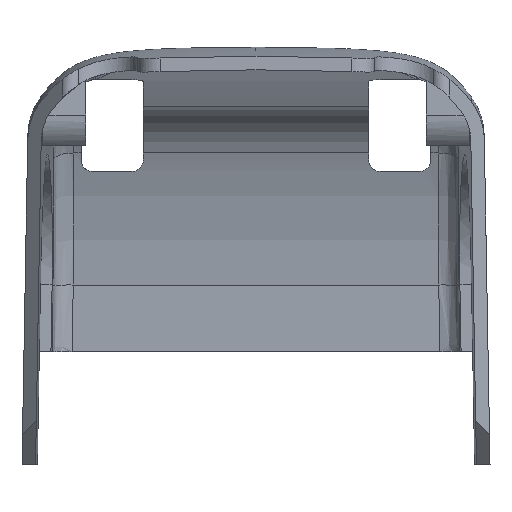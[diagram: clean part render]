
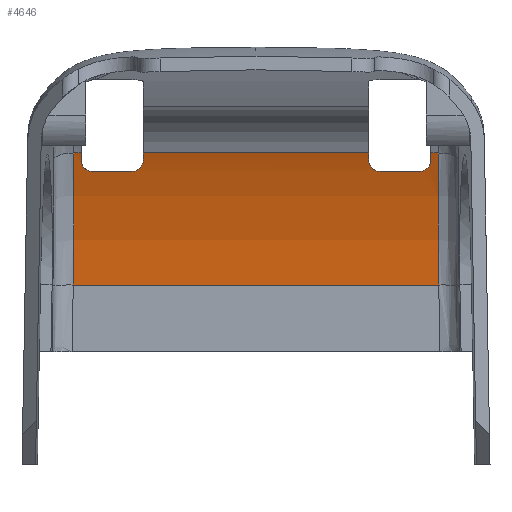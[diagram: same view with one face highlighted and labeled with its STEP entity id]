
A CAD part, front view. The second image highlights one B-rep face of the part: STEP entity #4646.
In plain terms, the highlighted cylindrical face has radius 38.352 mm (diameter 76.705 mm), a partial arc.
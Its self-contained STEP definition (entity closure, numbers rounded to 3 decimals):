
#608=CARTESIAN_POINT('',(15.5,11.934,11.));
#609=CARTESIAN_POINT('',(15.5,11.967,10.911));
#610=CARTESIAN_POINT('',(15.477,12.033,10.734));
#611=CARTESIAN_POINT('',(15.37,12.124,10.483));
#612=CARTESIAN_POINT('',(15.208,12.197,10.278));
#613=CARTESIAN_POINT('',(14.999,12.252,10.12));
#614=CARTESIAN_POINT('',(14.753,12.286,10.021));
#615=CARTESIAN_POINT('',(14.584,12.293,10.));
#616=CARTESIAN_POINT('',(14.5,12.293,10.));
#649=CARTESIAN_POINT('',(10.,-23.975,-2.47));
#650=DIRECTION('',(-1.,0.,0.));
#651=DIRECTION('',(0.,0.93,0.368));
#652=AXIS2_PLACEMENT_3D('',#649,#650,#651);
#657=DIRECTION('',(1.,0.,0.));
#658=VECTOR('',#657,3.5);
#659=CARTESIAN_POINT('',(11.,12.293,10.));
#660=LINE('',#659,#658);
#664=CARTESIAN_POINT('',(15.5,-23.975,-2.47));
#665=DIRECTION('',(-1.,0.,0.));
#666=DIRECTION('',(0.,0.93,0.368));
#667=AXIS2_PLACEMENT_3D('',#664,#665,#666);
#672=DIRECTION('',(1.,0.,0.));
#673=VECTOR('',#672,0.678);
#674=CARTESIAN_POINT('',(15.5,11.69,11.633));
#675=LINE('',#674,#673);
#679=CARTESIAN_POINT('',(16.178,11.69,11.633));
#680=CARTESIAN_POINT('',(16.169,12.182,10.388));
#681=CARTESIAN_POINT('',(16.159,13.036,7.847));
#682=CARTESIAN_POINT('',(16.17,13.912,3.923));
#683=CARTESIAN_POINT('',(16.194,14.219,1.261));
#684=CARTESIAN_POINT('',(16.211,14.302,-0.075));
#689=CARTESIAN_POINT('',(-16.211,14.302,
-0.075));
#690=CARTESIAN_POINT('',(-16.194,14.219,1.261));
#691=CARTESIAN_POINT('',(-16.17,13.912,3.923));
#692=CARTESIAN_POINT('',(-16.159,13.036,7.847));
#693=CARTESIAN_POINT('',(-16.169,12.182,10.388));
#694=CARTESIAN_POINT('',(-16.178,11.69,11.633));
#699=DIRECTION('',(1.,0.,0.));
#700=VECTOR('',#699,0.678);
#701=CARTESIAN_POINT('',(-16.178,11.69,11.633));
#702=LINE('',#701,#700);
#706=CARTESIAN_POINT('',(-15.5,-23.975,-2.47));
#707=DIRECTION('',(-1.,0.,0.));
#708=DIRECTION('',(0.,0.93,0.368));
#709=AXIS2_PLACEMENT_3D('',#706,#707,#708);
#714=DIRECTION('',(1.,0.,0.));
#715=VECTOR('',#714,3.5);
#716=CARTESIAN_POINT('',(-14.5,12.293,10.));
#717=LINE('',#716,#715);
#721=CARTESIAN_POINT('',(-10.,-23.975,-2.47));
#722=DIRECTION('',(-1.,0.,0.));
#723=DIRECTION('',(0.,0.93,0.368));
#724=AXIS2_PLACEMENT_3D('',#721,#722,#723);
#729=DIRECTION('',(1.,0.,0.));
#730=VECTOR('',#729,20.);
#731=CARTESIAN_POINT('',(-10.,11.69,11.633));
#732=LINE('',#731,#730);
#750=CARTESIAN_POINT('',(11.,12.293,10.));
#751=CARTESIAN_POINT('',(10.916,12.293,10.));
#752=CARTESIAN_POINT('',(10.747,12.286,10.021));
#753=CARTESIAN_POINT('',(10.501,12.252,10.12));
#754=CARTESIAN_POINT('',(10.292,12.197,10.278));
#755=CARTESIAN_POINT('',(10.13,12.124,10.483));
#756=CARTESIAN_POINT('',(10.023,12.033,10.734));
#757=CARTESIAN_POINT('',(10.,11.967,10.911));
#758=CARTESIAN_POINT('',(10.,11.934,11.));
#951=CARTESIAN_POINT('',(-14.5,12.293,10.));
#952=CARTESIAN_POINT('',(-14.584,12.293,10.));
#953=CARTESIAN_POINT('',(-14.753,12.286,10.021));
#954=CARTESIAN_POINT('',(-14.999,12.252,10.12));
#955=CARTESIAN_POINT('',(-15.208,12.197,10.278));
#956=CARTESIAN_POINT('',(-15.37,12.124,10.483));
#957=CARTESIAN_POINT('',(-15.477,12.033,10.734));
#958=CARTESIAN_POINT('',(-15.5,11.967,10.911));
#959=CARTESIAN_POINT('',(-15.5,11.934,11.));
#985=CARTESIAN_POINT('',(-16.178,11.69,11.633));
#2823=CARTESIAN_POINT('',(-10.,11.934,11.));
#2824=CARTESIAN_POINT('',(-10.,11.967,10.911));
#2825=CARTESIAN_POINT('',(-10.023,12.033,10.734));
#2826=CARTESIAN_POINT('',(-10.13,12.124,10.483));
#2827=CARTESIAN_POINT('',(-10.292,12.197,10.278));
#2828=CARTESIAN_POINT('',(-10.501,12.252,10.12));
#2829=CARTESIAN_POINT('',(-10.747,12.286,10.021));
#2830=CARTESIAN_POINT('',(-10.916,12.293,10.));
#2831=CARTESIAN_POINT('',(-11.,12.293,10.));
#3692=DIRECTION('',(1.,0.,0.));
#3693=VECTOR('',#3692,32.422);
#3694=CARTESIAN_POINT('',(-16.211,14.302,
-0.075));
#3695=LINE('',#3694,#3693);
#3982=CARTESIAN_POINT('',(-15.5,11.69,11.633));
#3983=VERTEX_POINT('',#3982);
#3984=CARTESIAN_POINT('',(-10.,11.69,11.633));
#3986=VERTEX_POINT('',#3984);
#3988=CARTESIAN_POINT('',(10.,11.69,11.633));
#3990=VERTEX_POINT('',#3988);
#3992=CARTESIAN_POINT('',(15.5,11.69,11.633));
#3993=VERTEX_POINT('',#3992);
#4078=CARTESIAN_POINT('',(14.5,12.293,10.));
#4080=VERTEX_POINT('',#4078);
#4082=CARTESIAN_POINT('',(15.5,11.934,11.));
#4084=VERTEX_POINT('',#4082);
#4085=CARTESIAN_POINT('',(11.,12.293,10.));
#4087=VERTEX_POINT('',#4085);
#4089=CARTESIAN_POINT('',(10.,11.934,11.));
#4091=VERTEX_POINT('',#4089);
#4094=CARTESIAN_POINT('',(-11.,12.293,10.));
#4096=VERTEX_POINT('',#4094);
#4098=CARTESIAN_POINT('',(-10.,11.934,11.));
#4100=VERTEX_POINT('',#4098);
#4101=CARTESIAN_POINT('',(-14.5,12.293,10.));
#4103=VERTEX_POINT('',#4101);
#4105=CARTESIAN_POINT('',(-15.5,11.934,11.));
#4107=VERTEX_POINT('',#4105);
#4181=VERTEX_POINT('',#679);
#4182=VERTEX_POINT('',#684);
#4193=VERTEX_POINT('',#985);
#4195=VERTEX_POINT('',#689);
#4611=CARTESIAN_POINT('',(-25.037,-23.975,
-2.47));
#4612=DIRECTION('',(1.,0.,0.));
#4613=DIRECTION('',(0.,0.,-1.));
#4614=AXIS2_PLACEMENT_3D('',#4611,#4612,#4613);
#4615=CYLINDRICAL_SURFACE('',#4614,38.352);
#4617=ORIENTED_EDGE('',*,*,#4616,.T.);
#4619=ORIENTED_EDGE('',*,*,#4618,.F.);
#4620=ORIENTED_EDGE('',*,*,#4586,.T.);
#4621=ORIENTED_EDGE('',*,*,#4575,.F.);
#4622=ORIENTED_EDGE('',*,*,#4560,.F.);
#4624=ORIENTED_EDGE('',*,*,#4623,.T.);
#4626=ORIENTED_EDGE('',*,*,#4625,.T.);
#4628=ORIENTED_EDGE('',*,*,#4627,.F.);
#4630=ORIENTED_EDGE('',*,*,#4629,.T.);
#4632=ORIENTED_EDGE('',*,*,#4631,.T.);
#4634=ORIENTED_EDGE('',*,*,#4633,.T.);
#4636=ORIENTED_EDGE('',*,*,#4635,.F.);
#4637=ORIENTED_EDGE('',*,*,#4602,.T.);
#4639=ORIENTED_EDGE('',*,*,#4638,.F.);
#4641=ORIENTED_EDGE('',*,*,#4640,.F.);
#4643=ORIENTED_EDGE('',*,*,#4642,.T.);
#4644=EDGE_LOOP('',(#4617,#4619,#4620,#4621,#4622,#4624,#4626,#4628,#4630,#4632,
#4634,#4636,#4637,#4639,#4641,#4643));
#4645=FACE_OUTER_BOUND('',#4644,.F.);
#4646=ADVANCED_FACE('',(#4645),#4615,.F.);
#617=B_SPLINE_CURVE_WITH_KNOTS('',3,(#608,#609,#610,#611,#612,#613,#614,#615,
#616),.UNSPECIFIED.,.F.,.F.,(4,1,1,1,1,1,4),(0.,0.167,
0.333,0.5,0.667,0.833,1.),
.UNSPECIFIED.);
#653=CIRCLE('',#652,38.352);
#668=CIRCLE('',#667,38.352);
#685=B_SPLINE_CURVE_WITH_KNOTS('',3,(#679,#680,#681,#682,#683,#684),
.UNSPECIFIED.,.F.,.F.,(4,1,1,4),(0.,0.333,0.667,1.),
.UNSPECIFIED.);
#695=B_SPLINE_CURVE_WITH_KNOTS('',3,(#689,#690,#691,#692,#693,#694),
.UNSPECIFIED.,.F.,.F.,(4,1,1,4),(0.,0.333,0.667,1.),
.UNSPECIFIED.);
#710=CIRCLE('',#709,38.352);
#725=CIRCLE('',#724,38.352);
#759=B_SPLINE_CURVE_WITH_KNOTS('',3,(#750,#751,#752,#753,#754,#755,#756,#757,
#758),.UNSPECIFIED.,.F.,.F.,(4,1,1,1,1,1,4),(0.,0.167,
0.333,0.5,0.667,0.833,1.),
.UNSPECIFIED.);
#960=B_SPLINE_CURVE_WITH_KNOTS('',3,(#951,#952,#953,#954,#955,#956,#957,#958,
#959),.UNSPECIFIED.,.F.,.F.,(4,1,1,1,1,1,4),(0.,0.167,
0.333,0.5,0.667,0.833,1.),
.UNSPECIFIED.);
#2832=B_SPLINE_CURVE_WITH_KNOTS('',3,(#2823,#2824,#2825,#2826,#2827,#2828,#2829,
#2830,#2831),.UNSPECIFIED.,.F.,.F.,(4,1,1,1,1,1,4),(0.,0.167,
0.333,0.5,0.667,0.833,1.),
.UNSPECIFIED.);
#4560=EDGE_CURVE('',#3993,#4084,#668,.T.);
#4575=EDGE_CURVE('',#4084,#4080,#617,.T.);
#4586=EDGE_CURVE('',#4087,#4080,#660,.T.);
#4602=EDGE_CURVE('',#4103,#4096,#717,.T.);
#4616=EDGE_CURVE('',#3990,#4091,#653,.T.);
#4618=EDGE_CURVE('',#4087,#4091,#759,.T.);
#4623=EDGE_CURVE('',#3993,#4181,#675,.T.);
#4625=EDGE_CURVE('',#4181,#4182,#685,.T.);
#4627=EDGE_CURVE('',#4195,#4182,#3695,.T.);
#4629=EDGE_CURVE('',#4195,#4193,#695,.T.);
#4631=EDGE_CURVE('',#4193,#3983,#702,.T.);
#4633=EDGE_CURVE('',#3983,#4107,#710,.T.);
#4635=EDGE_CURVE('',#4103,#4107,#960,.T.);
#4638=EDGE_CURVE('',#4100,#4096,#2832,.T.);
#4640=EDGE_CURVE('',#3986,#4100,#725,.T.);
#4642=EDGE_CURVE('',#3986,#3990,#732,.T.);
